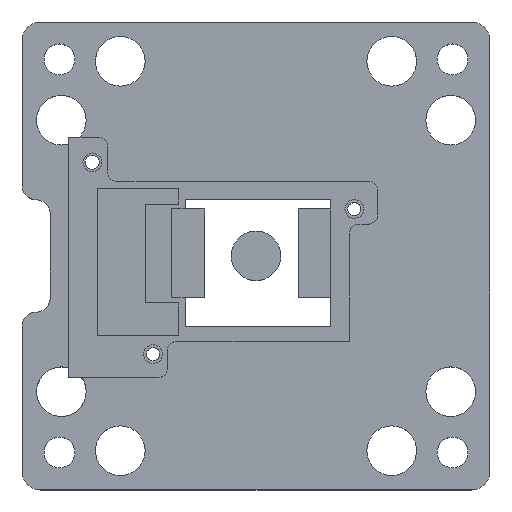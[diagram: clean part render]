
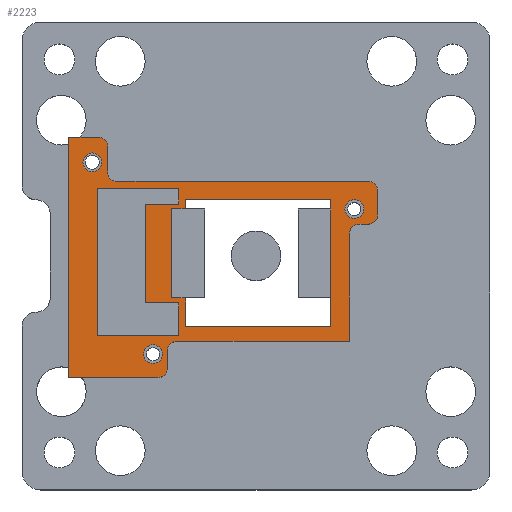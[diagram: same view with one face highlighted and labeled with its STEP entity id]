
A CAD part, top view. The second image highlights one B-rep face of the part: STEP entity #2223.
In plain terms, the highlighted planar face has unit normal (0, 0, 1).
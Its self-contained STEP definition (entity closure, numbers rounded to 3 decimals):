
#93=FACE_BOUND('',#421,.T.);
#94=FACE_BOUND('',#422,.T.);
#95=FACE_BOUND('',#423,.T.);
#96=FACE_BOUND('',#424,.T.);
#146=PLANE('',#2554);
#263=FACE_OUTER_BOUND('',#420,.T.);
#420=EDGE_LOOP('',(#1961,#1962,#1963,#1964,#1965,#1966,#1967,#1968,#1969,
#1970,#1971,#1972,#1973,#1974,#1975,#1976,#1977));
#421=EDGE_LOOP('',(#1978,#1979,#1980,#1981));
#422=EDGE_LOOP('',(#1982));
#423=EDGE_LOOP('',(#1983));
#424=EDGE_LOOP('',(#1984));
#568=LINE('',#3630,#783);
#572=LINE('',#3642,#787);
#588=LINE('',#3692,#803);
#591=LINE('',#3700,#806);
#595=LINE('',#3710,#810);
#598=LINE('',#3718,#813);
#601=LINE('',#3727,#816);
#604=LINE('',#3732,#819);
#606=LINE('',#3736,#821);
#607=LINE('',#3738,#822);
#611=LINE('',#3753,#826);
#613=LINE('',#3756,#828);
#614=LINE('',#3758,#829);
#615=LINE('',#3760,#830);
#783=VECTOR('',#2993,10.);
#787=VECTOR('',#3005,10.);
#803=VECTOR('',#3045,10.);
#806=VECTOR('',#3054,10.);
#810=VECTOR('',#3064,10.);
#813=VECTOR('',#3073,10.);
#816=VECTOR('',#3082,10.);
#819=VECTOR('',#3087,10.);
#821=VECTOR('',#3091,10.);
#822=VECTOR('',#3094,10.);
#826=VECTOR('',#3112,10.);
#828=VECTOR('',#3116,10.);
#829=VECTOR('',#3119,10.);
#830=VECTOR('',#3122,10.);
#949=CIRCLE('',#2511,1.);
#950=CIRCLE('',#2514,1.);
#960=CIRCLE('',#2527,1.);
#961=CIRCLE('',#2530,1.);
#962=CIRCLE('',#2533,1.);
#963=CIRCLE('',#2536,1.);
#964=CIRCLE('',#2539,1.);
#965=CIRCLE('',#2545,1.);
#966=CIRCLE('',#2547,1.);
#967=CIRCLE('',#2549,1.);
#1092=VERTEX_POINT('',#3620);
#1093=VERTEX_POINT('',#3622);
#1095=VERTEX_POINT('',#3628);
#1096=VERTEX_POINT('',#3632);
#1099=VERTEX_POINT('',#3640);
#1119=VERTEX_POINT('',#3684);
#1120=VERTEX_POINT('',#3685);
#1121=VERTEX_POINT('',#3690);
#1122=VERTEX_POINT('',#3694);
#1123=VERTEX_POINT('',#3698);
#1124=VERTEX_POINT('',#3702);
#1125=VERTEX_POINT('',#3704);
#1126=VERTEX_POINT('',#3708);
#1127=VERTEX_POINT('',#3712);
#1128=VERTEX_POINT('',#3716);
#1129=VERTEX_POINT('',#3720);
#1130=VERTEX_POINT('',#3724);
#1131=VERTEX_POINT('',#3726);
#1132=VERTEX_POINT('',#3730);
#1133=VERTEX_POINT('',#3734);
#1134=VERTEX_POINT('',#3740);
#1135=VERTEX_POINT('',#3744);
#1136=VERTEX_POINT('',#3748);
#1137=VERTEX_POINT('',#3752);
#1356=EDGE_CURVE('',#1092,#1093,#949,.T.);
#1360=EDGE_CURVE('',#1092,#1095,#568,.T.);
#1361=EDGE_CURVE('',#1096,#1095,#950,.T.);
#1366=EDGE_CURVE('',#1096,#1099,#572,.T.);
#1387=EDGE_CURVE('',#1119,#1120,#960,.T.);
#1391=EDGE_CURVE('',#1119,#1121,#588,.T.);
#1393=EDGE_CURVE('',#1122,#1121,#961,.T.);
#1395=EDGE_CURVE('',#1122,#1123,#591,.T.);
#1397=EDGE_CURVE('',#1124,#1125,#962,.T.);
#1400=EDGE_CURVE('',#1124,#1126,#595,.T.);
#1401=EDGE_CURVE('',#1127,#1126,#963,.T.);
#1404=EDGE_CURVE('',#1127,#1128,#598,.T.);
#1405=EDGE_CURVE('',#1129,#1128,#964,.T.);
#1408=EDGE_CURVE('',#1131,#1130,#601,.T.);
#1411=EDGE_CURVE('',#1130,#1132,#604,.T.);
#1413=EDGE_CURVE('',#1132,#1133,#606,.T.);
#1414=EDGE_CURVE('',#1133,#1131,#607,.T.);
#1416=EDGE_CURVE('',#1134,#1134,#965,.T.);
#1418=EDGE_CURVE('',#1135,#1135,#966,.T.);
#1420=EDGE_CURVE('',#1136,#1136,#967,.T.);
#1421=EDGE_CURVE('',#1137,#1120,#611,.T.);
#1423=EDGE_CURVE('',#1099,#1137,#613,.T.);
#1424=EDGE_CURVE('',#1129,#1093,#614,.T.);
#1425=EDGE_CURVE('',#1123,#1125,#615,.T.);
#1961=ORIENTED_EDGE('',*,*,#1361,.F.);
#1962=ORIENTED_EDGE('',*,*,#1366,.T.);
#1963=ORIENTED_EDGE('',*,*,#1423,.T.);
#1964=ORIENTED_EDGE('',*,*,#1421,.T.);
#1965=ORIENTED_EDGE('',*,*,#1387,.F.);
#1966=ORIENTED_EDGE('',*,*,#1391,.T.);
#1967=ORIENTED_EDGE('',*,*,#1393,.F.);
#1968=ORIENTED_EDGE('',*,*,#1395,.T.);
#1969=ORIENTED_EDGE('',*,*,#1425,.T.);
#1970=ORIENTED_EDGE('',*,*,#1397,.F.);
#1971=ORIENTED_EDGE('',*,*,#1400,.T.);
#1972=ORIENTED_EDGE('',*,*,#1401,.F.);
#1973=ORIENTED_EDGE('',*,*,#1404,.T.);
#1974=ORIENTED_EDGE('',*,*,#1405,.F.);
#1975=ORIENTED_EDGE('',*,*,#1424,.T.);
#1976=ORIENTED_EDGE('',*,*,#1356,.F.);
#1977=ORIENTED_EDGE('',*,*,#1360,.T.);
#1978=ORIENTED_EDGE('',*,*,#1408,.T.);
#1979=ORIENTED_EDGE('',*,*,#1411,.T.);
#1980=ORIENTED_EDGE('',*,*,#1413,.T.);
#1981=ORIENTED_EDGE('',*,*,#1414,.T.);
#1982=ORIENTED_EDGE('',*,*,#1416,.T.);
#1983=ORIENTED_EDGE('',*,*,#1418,.T.);
#1984=ORIENTED_EDGE('',*,*,#1420,.T.);
#2223=ADVANCED_FACE('',(#263,#93,#94,#95,#96),#146,.T.);
#2511=AXIS2_PLACEMENT_3D('',#3623,#2986,#2987);
#2514=AXIS2_PLACEMENT_3D('',#3633,#2996,#2997);
#2527=AXIS2_PLACEMENT_3D('',#3686,#3038,#3039);
#2530=AXIS2_PLACEMENT_3D('',#3696,#3049,#3050);
#2533=AXIS2_PLACEMENT_3D('',#3705,#3058,#3059);
#2536=AXIS2_PLACEMENT_3D('',#3713,#3067,#3068);
#2539=AXIS2_PLACEMENT_3D('',#3721,#3076,#3077);
#2545=AXIS2_PLACEMENT_3D('',#3742,#3098,#3099);
#2547=AXIS2_PLACEMENT_3D('',#3746,#3103,#3104);
#2549=AXIS2_PLACEMENT_3D('',#3750,#3108,#3109);
#2554=AXIS2_PLACEMENT_3D('',#3761,#3123,#3124);
#2986=DIRECTION('center_axis',(0.,0.,1.));
#2987=DIRECTION('ref_axis',(-0.938,-0.347,0.));
#2993=DIRECTION('',(0.418,0.909,0.));
#2996=DIRECTION('center_axis',(0.,0.,-1.));
#2997=DIRECTION('ref_axis',(0.938,0.347,0.));
#3005=DIRECTION('',(-0.909,0.418,0.));
#3038=DIRECTION('center_axis',(0.,0.,-1.));
#3039=DIRECTION('ref_axis',(0.347,-0.938,0.));
#3045=DIRECTION('',(0.418,0.909,0.));
#3049=DIRECTION('center_axis',(0.,0.,1.));
#3050=DIRECTION('ref_axis',(-0.347,0.938,0.));
#3054=DIRECTION('',(0.909,-0.418,0.));
#3058=DIRECTION('center_axis',(0.,0.,1.));
#3059=DIRECTION('ref_axis',(-0.347,0.938,0.));
#3064=DIRECTION('',(0.909,-0.418,0.));
#3067=DIRECTION('center_axis',(0.,0.,-1.));
#3068=DIRECTION('ref_axis',(0.347,-0.938,0.));
#3073=DIRECTION('',(0.418,0.909,0.));
#3076=DIRECTION('center_axis',(0.,0.,-1.));
#3077=DIRECTION('ref_axis',(0.938,0.347,0.));
#3082=DIRECTION('',(0.909,-0.418,0.));
#3087=DIRECTION('',(-0.418,-0.909,0.));
#3091=DIRECTION('',(-0.909,0.418,0.));
#3094=DIRECTION('',(0.418,0.909,0.));
#3098=DIRECTION('center_axis',(0.,0.,-1.));
#3099=DIRECTION('ref_axis',(0.418,0.909,0.));
#3103=DIRECTION('center_axis',(0.,0.,-1.));
#3104=DIRECTION('ref_axis',(0.418,0.909,0.));
#3108=DIRECTION('center_axis',(0.,0.,-1.));
#3109=DIRECTION('ref_axis',(0.418,0.909,0.));
#3112=DIRECTION('',(0.909,-0.418,0.));
#3116=DIRECTION('',(-0.418,-0.909,0.));
#3119=DIRECTION('',(-0.909,0.418,0.));
#3122=DIRECTION('',(0.418,0.909,0.));
#3123=DIRECTION('center_axis',(0.,0.,1.));
#3124=DIRECTION('ref_axis',(1.,0.,0.));
#3620=CARTESIAN_POINT('',(-4.341,5.96,1.));
#3622=CARTESIAN_POINT('',(-3.85,4.634,1.));
#3623=CARTESIAN_POINT('Origin',(-3.432,5.542,1.));
#3628=CARTESIAN_POINT('',(-3.198,8.448,1.));
#3630=CARTESIAN_POINT('',(-2.78,9.356,1.));
#3632=CARTESIAN_POINT('',(-3.689,9.774,1.));
#3633=CARTESIAN_POINT('Origin',(-4.106,8.865,1.));
#3640=CARTESIAN_POINT('',(-6.546,11.087,1.));
#3642=CARTESIAN_POINT('',(-6.546,11.087,1.));
#3684=CARTESIAN_POINT('',(-7.292,-15.753,1.));
#3685=CARTESIAN_POINT('',(-8.618,-16.244,1.));
#3686=CARTESIAN_POINT('Origin',(-8.201,-15.336,1.));
#3690=CARTESIAN_POINT('',(-6.515,-14.061,1.));
#3692=CARTESIAN_POINT('',(-6.097,-13.152,1.));
#3694=CARTESIAN_POINT('',(-5.189,-13.57,1.));
#3696=CARTESIAN_POINT('Origin',(-5.606,-14.478,1.));
#3698=CARTESIAN_POINT('',(11.597,-21.282,1.));
#3700=CARTESIAN_POINT('',(11.597,-21.282,1.));
#3702=CARTESIAN_POINT('',(17.739,-10.309,1.));
#3704=CARTESIAN_POINT('',(16.412,-10.801,1.));
#3705=CARTESIAN_POINT('Origin',(17.321,-11.218,1.));
#3708=CARTESIAN_POINT('',(18.647,-10.727,1.));
#3710=CARTESIAN_POINT('',(19.556,-11.144,1.));
#3712=CARTESIAN_POINT('',(19.974,-10.236,1.));
#3713=CARTESIAN_POINT('Origin',(19.065,-9.818,1.));
#3716=CARTESIAN_POINT('',(21.045,-7.905,1.));
#3718=CARTESIAN_POINT('',(21.462,-6.996,1.));
#3720=CARTESIAN_POINT('',(20.553,-6.578,1.));
#3721=CARTESIAN_POINT('Origin',(20.136,-7.487,1.));
#3724=CARTESIAN_POINT('',(16.099,-6.692,1.));
#3726=CARTESIAN_POINT('',(2.015,-0.22,1.));
#3727=CARTESIAN_POINT('',(9.864,-3.827,1.));
#3730=CARTESIAN_POINT('',(10.463,-18.959,1.));
#3732=CARTESIAN_POINT('',(11.976,-15.667,1.));
#3734=CARTESIAN_POINT('',(-3.621,-12.487,1.));
#3736=CARTESIAN_POINT('',(-2.815,-12.858,1.));
#3738=CARTESIAN_POINT('',(0.709,-3.062,1.));
#3740=CARTESIAN_POINT('',(-5.819,6.681,1.));
#3742=CARTESIAN_POINT('Origin',(-5.402,7.589,1.));
#3744=CARTESIAN_POINT('',(-8.472,-14.661,1.));
#3746=CARTESIAN_POINT('Origin',(-8.054,-13.752,1.));
#3748=CARTESIAN_POINT('',(17.536,-9.553,1.));
#3750=CARTESIAN_POINT('Origin',(17.954,-8.644,1.));
#3752=CARTESIAN_POINT('',(-17.276,-12.266,1.));
#3753=CARTESIAN_POINT('',(-12.414,-14.5,1.));
#3756=CARTESIAN_POINT('',(-17.276,-12.266,1.));
#3758=CARTESIAN_POINT('',(-4.758,5.051,1.));
#3760=CARTESIAN_POINT('',(16.83,-9.892,1.));
#3761=CARTESIAN_POINT('Origin',(1.017,-6.645,1.));
